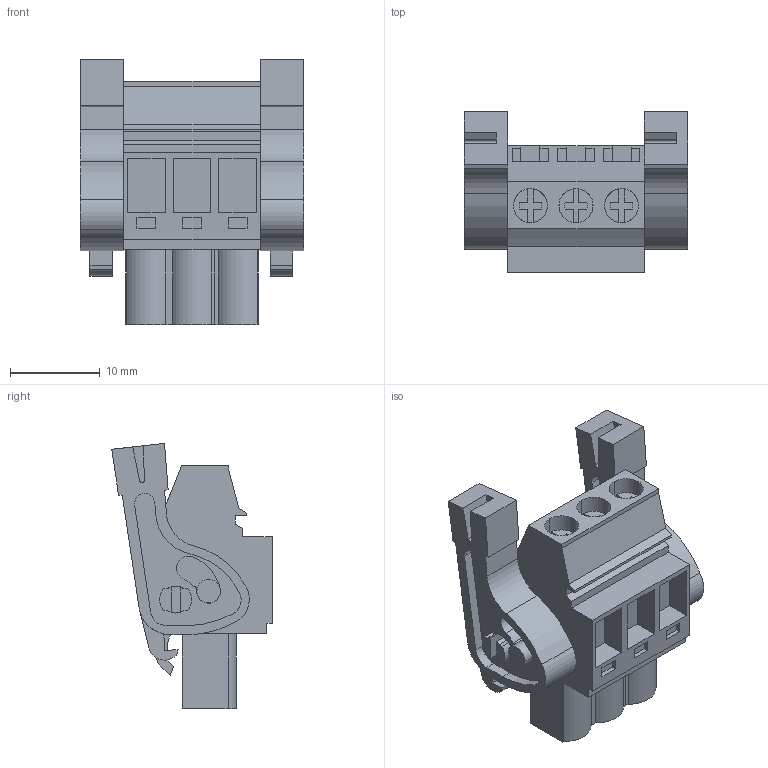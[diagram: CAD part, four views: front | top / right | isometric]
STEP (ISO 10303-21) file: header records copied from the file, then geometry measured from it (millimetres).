
FILE_DESCRIPTION(('CATIA V5 STEP','CAx-IF Rec.Pracs.--- Model Styling and Organization---1.2---2011-12-15'),'2;1');
FILE_NAME ('D1460114_0_1947770000_1947770000.stp','2017-09-09T10:14:41+00:00',('none'),('Weidmueller'),'CATIA Version 5-6 Release 2014','CATIA V5 STEP AP214','none');
FILE_SCHEMA(('AUTOMOTIVE_DESIGN { 1 0 10303 214 1 1 1 1 }'));
Length unit declared in the file: millimetre
Products named in the file (1): 1947770000
Bounding box: 24.94 x 17.88 x 29.56 mm (x, y, z)
Volume: 4663.1 mm3; surface area: 4286.8 mm2
Topology: 6 solids, 6 shells, 370 faces, 1005 edges, 670 vertices
Faces by surface type: plane 277, cylinder 91, extrusion 2
Entity records: 10864 total; most frequent: ORIENTED_EDGE 2010, CARTESIAN_POINT 1953, DIRECTION 1493, EDGE_CURVE 1005, VECTOR 785, LINE 783, VERTEX_POINT 670, AXIS2_PLACEMENT_3D 462
